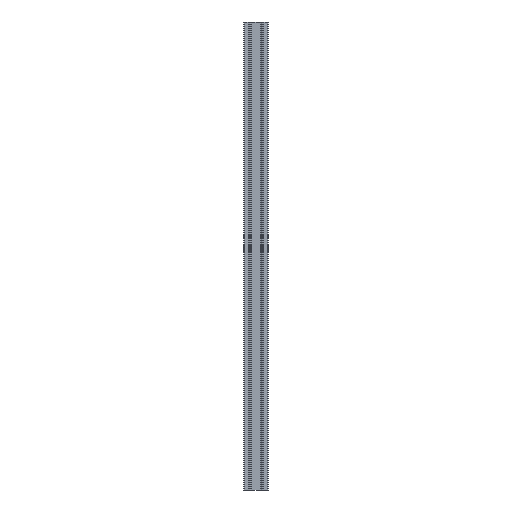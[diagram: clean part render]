
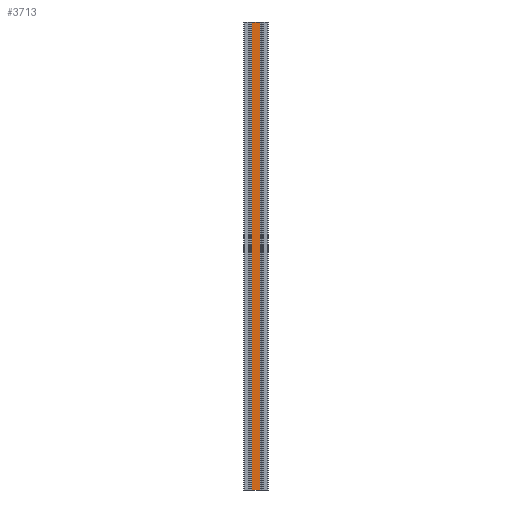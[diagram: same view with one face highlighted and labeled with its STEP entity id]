
A CAD part, left-side view. The second image highlights one B-rep face of the part: STEP entity #3713.
In plain terms, the highlighted planar face has unit normal (-1, 0, 0).
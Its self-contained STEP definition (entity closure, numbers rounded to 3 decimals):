
#229 = CARTESIAN_POINT ( 'NONE',  ( -10., -7., -770. ) ) ;
#273 = DIRECTION ( 'NONE',  ( 0., 0., 1. ) ) ;
#428 = ORIENTED_EDGE ( 'NONE', *, *, #4594, .F. ) ;
#444 = EDGE_LOOP ( 'NONE', ( #3945, #428, #4065, #4565 ) ) ;
#574 = LINE ( 'NONE', #3396, #3780 ) ;
#602 = CARTESIAN_POINT ( 'NONE',  ( -10., 7., 0. ) ) ;
#889 = CARTESIAN_POINT ( 'NONE',  ( -10., 7., -770. ) ) ;
#1002 = VECTOR ( 'NONE', #4607, 1000. ) ;
#1070 = CARTESIAN_POINT ( 'NONE',  ( -10., 7., -770. ) ) ;
#1184 = CARTESIAN_POINT ( 'NONE',  ( -10., -7., 0. ) ) ;
#1397 = LINE ( 'NONE', #4234, #1002 ) ;
#1496 = CARTESIAN_POINT ( 'NONE',  ( -10., 7., 0. ) ) ;
#1602 = VERTEX_POINT ( 'NONE', #4150 ) ;
#1925 = VERTEX_POINT ( 'NONE', #602 ) ;
#2164 = EDGE_CURVE ( 'NONE', #1925, #2936, #2960, .T. ) ;
#2401 = EDGE_CURVE ( 'NONE', #1602, #4311, #1397, .T. ) ;
#2497 = VECTOR ( 'NONE', #3657, 1000. ) ;
#2499 = DIRECTION ( 'NONE',  ( 0., 0., 1. ) ) ;
#2936 = VERTEX_POINT ( 'NONE', #1184 ) ;
#2960 = LINE ( 'NONE', #1496, #2497 ) ;
#3242 = FACE_OUTER_BOUND ( 'NONE', #444, .T. ) ;
#3396 = CARTESIAN_POINT ( 'NONE',  ( -10., -7., -770. ) ) ;
#3406 = EDGE_CURVE ( 'NONE', #4311, #2936, #574, .T. ) ;
#3449 = LINE ( 'NONE', #889, #4062 ) ;
#3571 = DIRECTION ( 'NONE',  ( -1., 0., 0. ) ) ;
#3657 = DIRECTION ( 'NONE',  ( 0., -1., 0. ) ) ;
#3713 = ADVANCED_FACE ( 'NONE', ( #3242 ), #4243, .T. ) ;
#3780 = VECTOR ( 'NONE', #4018, 1000. ) ;
#3922 = AXIS2_PLACEMENT_3D ( 'NONE', #1070, #3571, #2499 ) ;
#3945 = ORIENTED_EDGE ( 'NONE', *, *, #2164, .F. ) ;
#4018 = DIRECTION ( 'NONE',  ( 0., 0., 1. ) ) ;
#4062 = VECTOR ( 'NONE', #273, 1000. ) ;
#4065 = ORIENTED_EDGE ( 'NONE', *, *, #2401, .T. ) ;
#4150 = CARTESIAN_POINT ( 'NONE',  ( -10., 7., -770. ) ) ;
#4234 = CARTESIAN_POINT ( 'NONE',  ( -10., 7., -770. ) ) ;
#4243 = PLANE ( 'NONE',  #3922 ) ;
#4311 = VERTEX_POINT ( 'NONE', #229 ) ;
#4565 = ORIENTED_EDGE ( 'NONE', *, *, #3406, .T. ) ;
#4594 = EDGE_CURVE ( 'NONE', #1602, #1925, #3449, .T. ) ;
#4607 = DIRECTION ( 'NONE',  ( 0., -1., 0. ) ) ;
